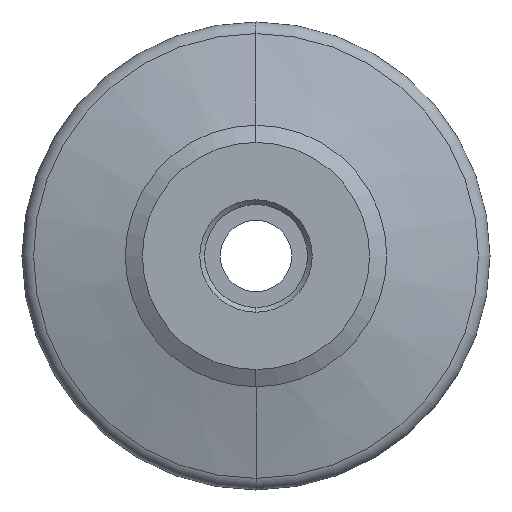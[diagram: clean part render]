
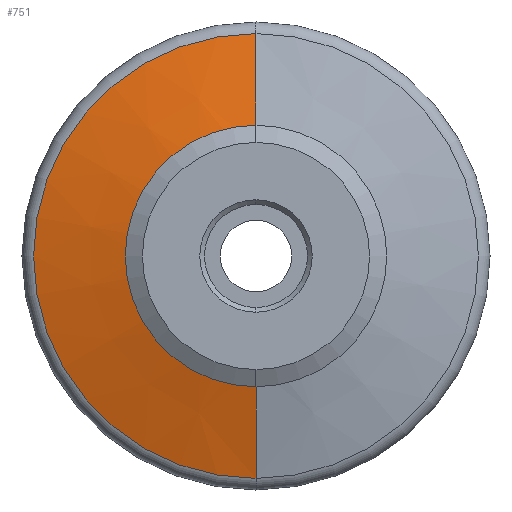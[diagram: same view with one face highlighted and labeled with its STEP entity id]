
A CAD part, left-side view. The second image highlights one B-rep face of the part: STEP entity #751.
In plain terms, the highlighted conical face has half-angle 75 degrees and reference radius 7.163 mm.
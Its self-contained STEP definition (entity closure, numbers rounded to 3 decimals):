
#35 = ORIENTED_EDGE ( 'NONE', *, *, #1897, .F. ) ;
#38 = DIRECTION ( 'NONE',  ( 0., -1., 0. ) ) ;
#47 = CARTESIAN_POINT ( 'NONE',  ( 0., 3.199, 0. ) ) ;
#64 = EDGE_CURVE ( 'NONE', #104, #1666, #432, .T. ) ;
#104 = VERTEX_POINT ( 'NONE', #800 ) ;
#128 = VERTEX_POINT ( 'NONE', #1680 ) ;
#133 = CARTESIAN_POINT ( 'NONE',  ( 0., 5.1, -7.163 ) ) ;
#147 = DIRECTION ( 'NONE',  ( 0., 1., 0. ) ) ;
#234 = EDGE_LOOP ( 'NONE', ( #35, #362, #1946, #1050 ) ) ;
#298 = AXIS2_PLACEMENT_3D ( 'NONE', #442, #147, #1662 ) ;
#362 = ORIENTED_EDGE ( 'NONE', *, *, #64, .T. ) ;
#365 = DIRECTION ( 'NONE',  ( 0., 1., 0. ) ) ;
#396 = CARTESIAN_POINT ( 'NONE',  ( 0., 5.1, 7.163 ) ) ;
#415 = EDGE_CURVE ( 'NONE', #1371, #128, #910, .T. ) ;
#432 = LINE ( 'NONE', #396, #959 ) ;
#442 = CARTESIAN_POINT ( 'NONE',  ( 0., 5.1, 0. ) ) ;
#541 = CIRCLE ( 'NONE', #780, 14.259 ) ;
#657 = DIRECTION ( 'NONE',  ( 0., 0., 1. ) ) ;
#751 = ADVANCED_FACE ( 'NONE', ( #1402 ), #1272, .T. ) ;
#780 = AXIS2_PLACEMENT_3D ( 'NONE', #47, #365, #657 ) ;
#800 = CARTESIAN_POINT ( 'NONE',  ( 0., 5.1, 7.163 ) ) ;
#833 = AXIS2_PLACEMENT_3D ( 'NONE', #1854, #38, #1107 ) ;
#910 = LINE ( 'NONE', #133, #1119 ) ;
#951 = EDGE_CURVE ( 'NONE', #1666, #128, #541, .T. ) ;
#959 = VECTOR ( 'NONE', #1628, 1000. ) ;
#1050 = ORIENTED_EDGE ( 'NONE', *, *, #415, .F. ) ;
#1068 = CARTESIAN_POINT ( 'NONE',  ( 0., 5.1, -7.163 ) ) ;
#1107 = DIRECTION ( 'NONE',  ( 0., 0., -1. ) ) ;
#1119 = VECTOR ( 'NONE', #1460, 1000. ) ;
#1215 = CIRCLE ( 'NONE', #298, 7.163 ) ;
#1257 = CARTESIAN_POINT ( 'NONE',  ( 0., 3.199, 14.259 ) ) ;
#1272 = CONICAL_SURFACE ( 'NONE', #833, 7.163, 1.309 ) ;
#1371 = VERTEX_POINT ( 'NONE', #1068 ) ;
#1402 = FACE_OUTER_BOUND ( 'NONE', #234, .T. ) ;
#1460 = DIRECTION ( 'NONE',  ( 0., -0.259, -0.966 ) ) ;
#1628 = DIRECTION ( 'NONE',  ( 0., -0.259, 0.966 ) ) ;
#1662 = DIRECTION ( 'NONE',  ( 0., 0., 1. ) ) ;
#1666 = VERTEX_POINT ( 'NONE', #1257 ) ;
#1680 = CARTESIAN_POINT ( 'NONE',  ( 0., 3.199, -14.259 ) ) ;
#1854 = CARTESIAN_POINT ( 'NONE',  ( 0., 5.1, 0. ) ) ;
#1897 = EDGE_CURVE ( 'NONE', #104, #1371, #1215, .T. ) ;
#1946 = ORIENTED_EDGE ( 'NONE', *, *, #951, .T. ) ;
